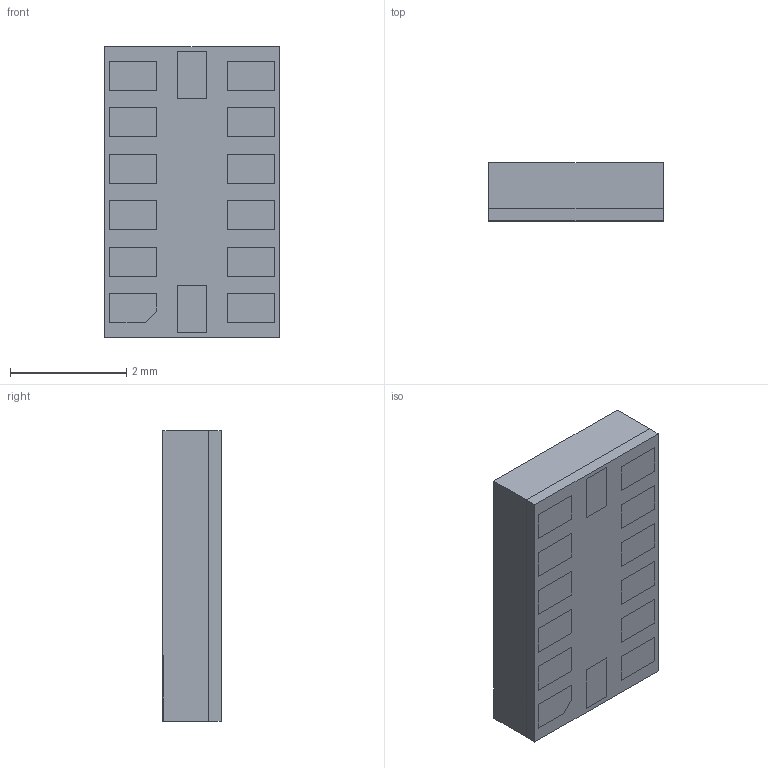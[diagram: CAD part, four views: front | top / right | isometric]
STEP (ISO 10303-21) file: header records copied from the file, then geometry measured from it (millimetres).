
FILE_DESCRIPTION (( 'STEP AP214' ), '1' );
FILE_NAME ('ADXL345.STEP', '2021-04-30T12:50:03', ( '' ), ( '' ), 'SwSTEP 2.0', 'SolidWorks 2018', '' );
FILE_SCHEMA (( 'AUTOMOTIVE_DESIGN' ));
Length unit declared in the file: millimetre
Products named in the file (2): ADXL345
Bounding box: 3 x 1 x 5 mm (x, y, z)
Volume: 15 mm3; surface area: 94.7 mm2
Topology: 16 solids, 16 shells, 171 faces, 375 edges, 250 vertices
Faces by surface type: plane 171
Entity records: 5873 total; most frequent: CARTESIAN_POINT 798, ORIENTED_EDGE 750, DIRECTION 721, EDGE_CURVE 375, LINE 375, VECTOR 375, VERTEX_POINT 250, EDGE_LOOP 185
